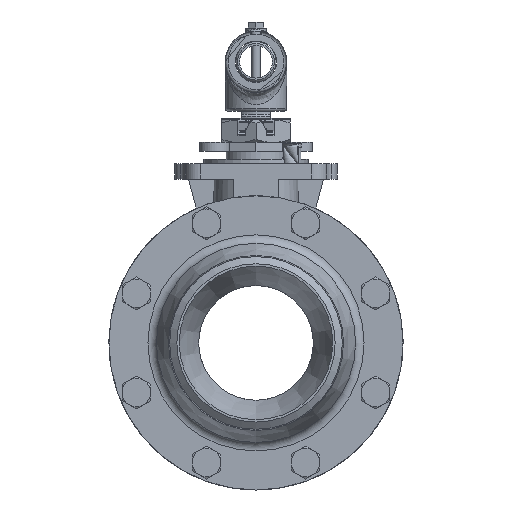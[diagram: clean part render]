
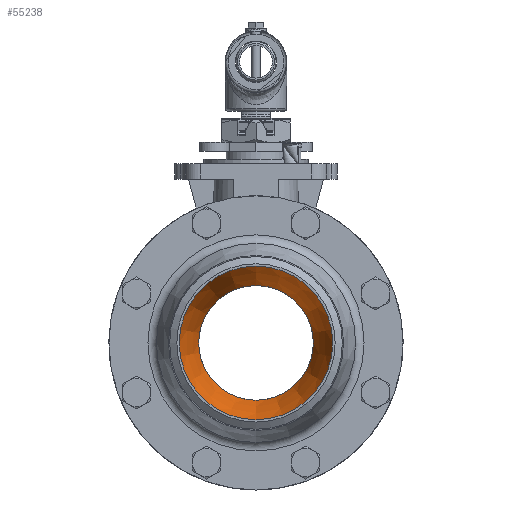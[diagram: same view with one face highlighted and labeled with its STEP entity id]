
A CAD part, front view. The second image highlights one B-rep face of the part: STEP entity #55238.
In plain terms, the highlighted conical face has half-angle 20 degrees and reference radius 44.681 mm.
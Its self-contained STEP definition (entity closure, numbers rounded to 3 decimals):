
#54355 = CYLINDRICAL_SURFACE('',#54356,51.138);
#54356 = AXIS2_PLACEMENT_3D('',#54357,#54358,#54359);
#54357 = CARTESIAN_POINT('',(0.,-102.155,
    0.));
#54358 = DIRECTION('',(0.,-1.,0.));
#54359 = DIRECTION('',(0.,0.,1.));
#55172 = CYLINDRICAL_SURFACE('',#55173,38.225);
#55173 = AXIS2_PLACEMENT_3D('',#55174,#55175,#55176);
#55174 = CARTESIAN_POINT('',(0.,-57.393,
    0.));
#55175 = DIRECTION('',(0.,-1.,0.));
#55176 = DIRECTION('',(0.,0.,1.));
#55188 = VERTEX_POINT('',#55189);
#55189 = CARTESIAN_POINT('',(0.,-61.928,-38.225)
  );
#55210 = EDGE_CURVE('',#55188,#55188,#55211,.T.);
#55211 = SURFACE_CURVE('',#55212,(#55217,#55224),.PCURVE_S1.);
#55212 = CIRCLE('',#55213,38.225);
#55213 = AXIS2_PLACEMENT_3D('',#55214,#55215,#55216);
#55214 = CARTESIAN_POINT('',(0.,-61.928,
    0.));
#55215 = DIRECTION('',(0.,-1.,0.));
#55216 = DIRECTION('',(0.,0.,1.));
#55217 = PCURVE('',#55172,#55218);
#55218 = DEFINITIONAL_REPRESENTATION('',(#55219),#55223);
#55219 = LINE('',#55220,#55221);
#55220 = CARTESIAN_POINT('',(0.,4.535));
#55221 = VECTOR('',#55222,1.);
#55222 = DIRECTION('',(1.,0.));
#55223 = ( GEOMETRIC_REPRESENTATION_CONTEXT(2) 
PARAMETRIC_REPRESENTATION_CONTEXT() REPRESENTATION_CONTEXT('2D SPACE',''
  ) );
#55224 = PCURVE('',#55225,#55230);
#55225 = CONICAL_SURFACE('',#55226,44.681,0.349);
#55226 = AXIS2_PLACEMENT_3D('',#55227,#55228,#55229);
#55227 = CARTESIAN_POINT('',(0.,-79.667,
    0.));
#55228 = DIRECTION('',(0.,-1.,0.));
#55229 = DIRECTION('',(0.,0.,1.));
#55230 = DEFINITIONAL_REPRESENTATION('',(#55231),#55235);
#55231 = LINE('',#55232,#55233);
#55232 = CARTESIAN_POINT('',(0.,-17.738));
#55233 = VECTOR('',#55234,1.);
#55234 = DIRECTION('',(1.,0.));
#55235 = ( GEOMETRIC_REPRESENTATION_CONTEXT(2) 
PARAMETRIC_REPRESENTATION_CONTEXT() REPRESENTATION_CONTEXT('2D SPACE',''
  ) );
#55238 = ADVANCED_FACE('',(#55239),#55225,.F.);
#55239 = FACE_BOUND('',#55240,.F.);
#55240 = EDGE_LOOP('',(#55241,#55264,#55286,#55287));
#55241 = ORIENTED_EDGE('',*,*,#55242,.T.);
#55242 = EDGE_CURVE('',#55188,#55243,#55245,.T.);
#55243 = VERTEX_POINT('',#55244);
#55244 = CARTESIAN_POINT('',(0.,-97.405,-51.138));
#55245 = SEAM_CURVE('',#55246,(#55250,#55257),.PCURVE_S1.);
#55246 = LINE('',#55247,#55248);
#55247 = CARTESIAN_POINT('',(0.,-79.667,
    -44.681));
#55248 = VECTOR('',#55249,1.);
#55249 = DIRECTION('',(0.,-0.94,
    -0.342));
#55250 = PCURVE('',#55225,#55251);
#55251 = DEFINITIONAL_REPRESENTATION('',(#55252),#55256);
#55252 = LINE('',#55253,#55254);
#55253 = CARTESIAN_POINT('',(9.425,0.));
#55254 = VECTOR('',#55255,1.);
#55255 = DIRECTION('',(0.,1.));
#55256 = ( GEOMETRIC_REPRESENTATION_CONTEXT(2) 
PARAMETRIC_REPRESENTATION_CONTEXT() REPRESENTATION_CONTEXT('2D SPACE',''
  ) );
#55257 = PCURVE('',#55225,#55258);
#55258 = DEFINITIONAL_REPRESENTATION('',(#55259),#55263);
#55259 = LINE('',#55260,#55261);
#55260 = CARTESIAN_POINT('',(3.142,0.));
#55261 = VECTOR('',#55262,1.);
#55262 = DIRECTION('',(0.,1.));
#55263 = ( GEOMETRIC_REPRESENTATION_CONTEXT(2) 
PARAMETRIC_REPRESENTATION_CONTEXT() REPRESENTATION_CONTEXT('2D SPACE',''
  ) );
#55264 = ORIENTED_EDGE('',*,*,#55265,.F.);
#55265 = EDGE_CURVE('',#55243,#55243,#55266,.T.);
#55266 = SURFACE_CURVE('',#55267,(#55272,#55279),.PCURVE_S1.);
#55267 = CIRCLE('',#55268,51.138);
#55268 = AXIS2_PLACEMENT_3D('',#55269,#55270,#55271);
#55269 = CARTESIAN_POINT('',(0.,-97.405,
    0.));
#55270 = DIRECTION('',(0.,-1.,0.));
#55271 = DIRECTION('',(0.,0.,1.));
#55272 = PCURVE('',#55225,#55273);
#55273 = DEFINITIONAL_REPRESENTATION('',(#55274),#55278);
#55274 = LINE('',#55275,#55276);
#55275 = CARTESIAN_POINT('',(0.,17.738));
#55276 = VECTOR('',#55277,1.);
#55277 = DIRECTION('',(1.,0.));
#55278 = ( GEOMETRIC_REPRESENTATION_CONTEXT(2) 
PARAMETRIC_REPRESENTATION_CONTEXT() REPRESENTATION_CONTEXT('2D SPACE',''
  ) );
#55279 = PCURVE('',#54355,#55280);
#55280 = DEFINITIONAL_REPRESENTATION('',(#55281),#55285);
#55281 = LINE('',#55282,#55283);
#55282 = CARTESIAN_POINT('',(0.,-4.75));
#55283 = VECTOR('',#55284,1.);
#55284 = DIRECTION('',(1.,0.));
#55285 = ( GEOMETRIC_REPRESENTATION_CONTEXT(2) 
PARAMETRIC_REPRESENTATION_CONTEXT() REPRESENTATION_CONTEXT('2D SPACE',''
  ) );
#55286 = ORIENTED_EDGE('',*,*,#55242,.F.);
#55287 = ORIENTED_EDGE('',*,*,#55210,.T.);
